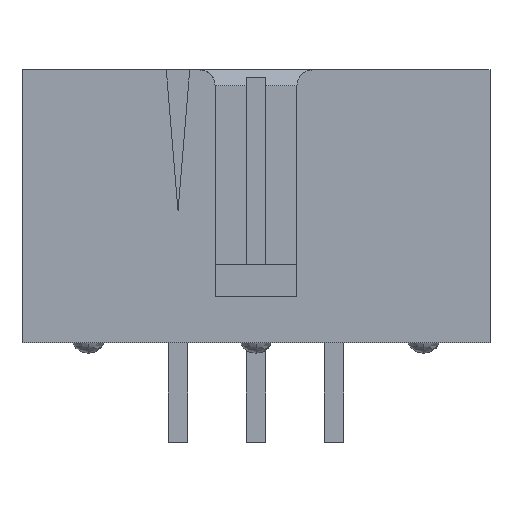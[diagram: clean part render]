
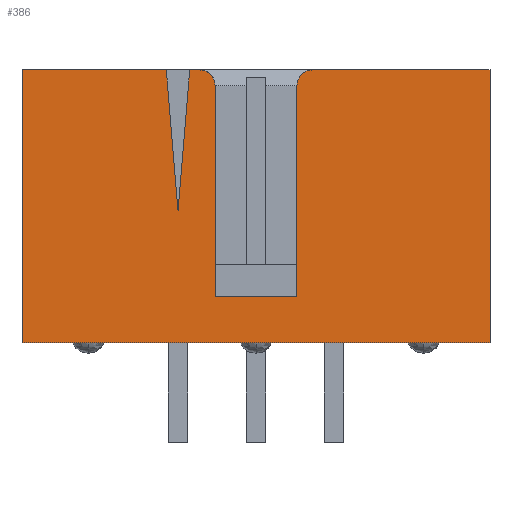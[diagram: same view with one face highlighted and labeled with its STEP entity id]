
A CAD part, front view. The second image highlights one B-rep face of the part: STEP entity #386.
In plain terms, the highlighted planar face has unit normal (0, -1, 0).
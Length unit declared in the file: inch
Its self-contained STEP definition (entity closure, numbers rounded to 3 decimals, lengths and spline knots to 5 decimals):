
#23 = CARTESIAN_POINT ( 'NONE',  ( -0.115, -0.175, 0. ) ) ;
#169 = CARTESIAN_POINT ( 'NONE',  ( -0.0525, -0.175, -0.29 ) ) ;
#275 = CARTESIAN_POINT ( 'NONE',  ( -0.3, -0.175, 0. ) ) ;
#280 = DIRECTION ( 'NONE',  ( -1., 0., 0. ) ) ;
#283 = ORIENTED_EDGE ( 'NONE', *, *, #3750, .T. ) ;
#314 = VECTOR ( 'NONE', #3753, 39.37008 ) ;
#378 = DIRECTION ( 'NONE',  ( 1., 0., 0. ) ) ;
#386 = ADVANCED_FACE ( 'NONE', ( #2733 ), #2367, .T. ) ;
#402 = CARTESIAN_POINT ( 'NONE',  ( 0.3, -0.175, -0.35 ) ) ;
#413 = VECTOR ( 'NONE', #1368, 39.37008 ) ;
#528 = VECTOR ( 'NONE', #2779, 39.37008 ) ;
#529 = ORIENTED_EDGE ( 'NONE', *, *, #4689, .F. ) ;
#537 = CARTESIAN_POINT ( 'NONE',  ( -0.3, -0.175, -0.35 ) ) ;
#626 = VECTOR ( 'NONE', #3351, 39.37008 ) ;
#640 = EDGE_CURVE ( 'NONE', #2533, #4316, #3666, .T. ) ;
#648 = EDGE_CURVE ( 'NONE', #1721, #2533, #4580, .T. ) ;
#771 = EDGE_CURVE ( 'NONE', #5851, #3526, #4075, .T. ) ;
#805 = AXIS2_PLACEMENT_3D ( 'NONE', #4553, #2269, #378 ) ;
#806 = CARTESIAN_POINT ( 'NONE',  ( -0.085, -0.175, 0. ) ) ;
#831 = CARTESIAN_POINT ( 'NONE',  ( 0.3, -0.175, -0.35 ) ) ;
#835 = ORIENTED_EDGE ( 'NONE', *, *, #3720, .T. ) ;
#905 = CARTESIAN_POINT ( 'NONE',  ( 0.0525, -0.175, -0.02 ) ) ;
#1025 = CARTESIAN_POINT ( 'NONE',  ( -0.0525, -0.175, -0.02 ) ) ;
#1137 = ORIENTED_EDGE ( 'NONE', *, *, #1732, .F. ) ;
#1249 = DIRECTION ( 'NONE',  ( 0., 0., 1. ) ) ;
#1286 = ORIENTED_EDGE ( 'NONE', *, *, #5608, .T. ) ;
#1368 = DIRECTION ( 'NONE',  ( 0.083, 0., -0.997 ) ) ;
#1372 = VERTEX_POINT ( 'NONE', #3925 ) ;
#1715 = CARTESIAN_POINT ( 'NONE',  ( 0.0725, -0.175, -0.02 ) ) ;
#1721 = VERTEX_POINT ( 'NONE', #23 ) ;
#1732 = EDGE_CURVE ( 'NONE', #5817, #5211, #5063, .T. ) ;
#1735 = VERTEX_POINT ( 'NONE', #5485 ) ;
#1736 = CARTESIAN_POINT ( 'NONE',  ( 0.0725, -0.175, 0. ) ) ;
#1784 = DIRECTION ( 'NONE',  ( -1., 0., 0. ) ) ;
#1910 = LINE ( 'NONE', #3841, #2536 ) ;
#1947 = DIRECTION ( 'NONE',  ( 0., 0., -1. ) ) ;
#1966 = LINE ( 'NONE', #5640, #626 ) ;
#1968 = VECTOR ( 'NONE', #3210, 39.37008 ) ;
#1992 = EDGE_CURVE ( 'NONE', #1372, #5851, #3248, .T. ) ;
#2038 = AXIS2_PLACEMENT_3D ( 'NONE', #1715, #4973, #1249 ) ;
#2129 = VECTOR ( 'NONE', #3364, 39.37008 ) ;
#2155 = CIRCLE ( 'NONE', #805, 0.02 ) ;
#2241 = CARTESIAN_POINT ( 'NONE',  ( -0.115, -0.175, 0. ) ) ;
#2269 = DIRECTION ( 'NONE',  ( 0., -1., 0. ) ) ;
#2311 = CARTESIAN_POINT ( 'NONE',  ( -0.0525, -0.175, -0.29 ) ) ;
#2367 = PLANE ( 'NONE',  #3009 ) ;
#2392 = EDGE_LOOP ( 'NONE', ( #3579, #3669, #5748, #283, #529, #3115, #3954, #4854, #3154, #1286, #1137, #4070, #835 ) ) ;
#2533 = VERTEX_POINT ( 'NONE', #4520 ) ;
#2536 = VECTOR ( 'NONE', #1947, 39.37008 ) ;
#2733 = FACE_OUTER_BOUND ( 'NONE', #2392, .T. ) ;
#2757 = VERTEX_POINT ( 'NONE', #1025 ) ;
#2766 = CARTESIAN_POINT ( 'NONE',  ( -0.1, -0.175, -0.18 ) ) ;
#2779 = DIRECTION ( 'NONE',  ( 0., 0., 1. ) ) ;
#2795 = EDGE_CURVE ( 'NONE', #5539, #4316, #1966, .T. ) ;
#2832 = LINE ( 'NONE', #537, #4492 ) ;
#3009 = AXIS2_PLACEMENT_3D ( 'NONE', #3673, #3270, #5131 ) ;
#3115 = ORIENTED_EDGE ( 'NONE', *, *, #4029, .F. ) ;
#3154 = ORIENTED_EDGE ( 'NONE', *, *, #3330, .T. ) ;
#3177 = LINE ( 'NONE', #402, #1968 ) ;
#3210 = DIRECTION ( 'NONE',  ( -1., 0., 0. ) ) ;
#3248 = LINE ( 'NONE', #831, #3937 ) ;
#3270 = DIRECTION ( 'NONE',  ( 0., -1., 0. ) ) ;
#3330 = EDGE_CURVE ( 'NONE', #3526, #5397, #5030, .T. ) ;
#3351 = DIRECTION ( 'NONE',  ( -1., 0., 0. ) ) ;
#3364 = DIRECTION ( 'NONE',  ( 1., 0., 0. ) ) ;
#3383 = VECTOR ( 'NONE', #280, 39.37008 ) ;
#3452 = VERTEX_POINT ( 'NONE', #275 ) ;
#3526 = VERTEX_POINT ( 'NONE', #1736 ) ;
#3579 = ORIENTED_EDGE ( 'NONE', *, *, #2795, .T. ) ;
#3601 = DIRECTION ( 'NONE',  ( 0., 0., 1. ) ) ;
#3666 = LINE ( 'NONE', #2766, #314 ) ;
#3669 = ORIENTED_EDGE ( 'NONE', *, *, #640, .F. ) ;
#3673 = CARTESIAN_POINT ( 'NONE',  ( -0.3, -0.175, 0. ) ) ;
#3720 = EDGE_CURVE ( 'NONE', #2757, #5539, #2155, .T. ) ;
#3750 = EDGE_CURVE ( 'NONE', #1721, #3452, #4112, .T. ) ;
#3753 = DIRECTION ( 'NONE',  ( 0.083, 0., 0.997 ) ) ;
#3837 = CARTESIAN_POINT ( 'NONE',  ( 0.0525, -0.175, -0.29 ) ) ;
#3841 = CARTESIAN_POINT ( 'NONE',  ( 0.0525, -0.175, -0.02 ) ) ;
#3925 = CARTESIAN_POINT ( 'NONE',  ( 0.3, -0.175, -0.35 ) ) ;
#3937 = VECTOR ( 'NONE', #3601, 39.37008 ) ;
#3954 = ORIENTED_EDGE ( 'NONE', *, *, #1992, .T. ) ;
#4029 = EDGE_CURVE ( 'NONE', #1372, #1735, #3177, .T. ) ;
#4070 = ORIENTED_EDGE ( 'NONE', *, *, #5138, .T. ) ;
#4075 = LINE ( 'NONE', #5904, #3383 ) ;
#4112 = LINE ( 'NONE', #2241, #4182 ) ;
#4182 = VECTOR ( 'NONE', #1784, 39.37008 ) ;
#4316 = VERTEX_POINT ( 'NONE', #806 ) ;
#4492 = VECTOR ( 'NONE', #5047, 39.37008 ) ;
#4520 = CARTESIAN_POINT ( 'NONE',  ( -0.1, -0.175, -0.18 ) ) ;
#4553 = CARTESIAN_POINT ( 'NONE',  ( -0.0725, -0.175, -0.02 ) ) ;
#4580 = LINE ( 'NONE', #5515, #413 ) ;
#4633 = CARTESIAN_POINT ( 'NONE',  ( -0.0725, -0.175, 0. ) ) ;
#4689 = EDGE_CURVE ( 'NONE', #1735, #3452, #2832, .T. ) ;
#4774 = CARTESIAN_POINT ( 'NONE',  ( 0.3, -0.175, 0. ) ) ;
#4854 = ORIENTED_EDGE ( 'NONE', *, *, #771, .T. ) ;
#4973 = DIRECTION ( 'NONE',  ( 0., -1., 0. ) ) ;
#4995 = LINE ( 'NONE', #2311, #528 ) ;
#5030 = CIRCLE ( 'NONE', #2038, 0.02 ) ;
#5047 = DIRECTION ( 'NONE',  ( 0., 0., 1. ) ) ;
#5063 = LINE ( 'NONE', #169, #2129 ) ;
#5106 = CARTESIAN_POINT ( 'NONE',  ( -0.0525, -0.175, -0.29 ) ) ;
#5131 = DIRECTION ( 'NONE',  ( 0., 0., -1. ) ) ;
#5138 = EDGE_CURVE ( 'NONE', #5817, #2757, #4995, .T. ) ;
#5211 = VERTEX_POINT ( 'NONE', #3837 ) ;
#5397 = VERTEX_POINT ( 'NONE', #905 ) ;
#5485 = CARTESIAN_POINT ( 'NONE',  ( -0.3, -0.175, -0.35 ) ) ;
#5515 = CARTESIAN_POINT ( 'NONE',  ( -0.115, -0.175, 0. ) ) ;
#5539 = VERTEX_POINT ( 'NONE', #4633 ) ;
#5608 = EDGE_CURVE ( 'NONE', #5397, #5211, #1910, .T. ) ;
#5640 = CARTESIAN_POINT ( 'NONE',  ( -0.0725, -0.175, 0. ) ) ;
#5748 = ORIENTED_EDGE ( 'NONE', *, *, #648, .F. ) ;
#5817 = VERTEX_POINT ( 'NONE', #5106 ) ;
#5851 = VERTEX_POINT ( 'NONE', #4774 ) ;
#5904 = CARTESIAN_POINT ( 'NONE',  ( 0.3, -0.175, 0. ) ) ;
